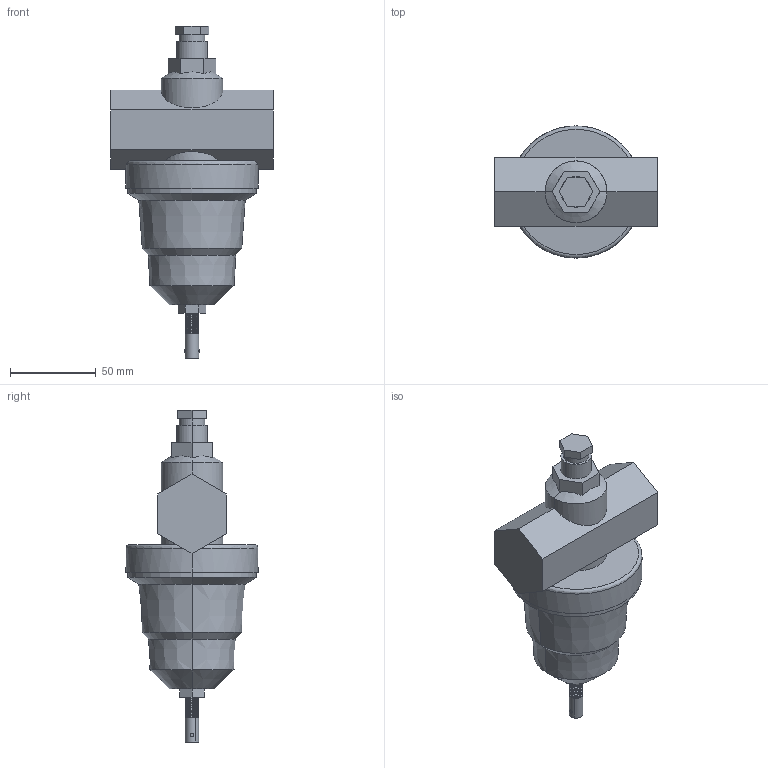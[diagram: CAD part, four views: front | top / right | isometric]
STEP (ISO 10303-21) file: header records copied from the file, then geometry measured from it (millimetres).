
FILE_DESCRIPTION(('no description'),'unknown implementation level');
FILE_NAME('Honeywell_D22-1A_3D.stp',' ',('pit-cup GmbH'),('ccLab - KiM Gmbh - www.kimweb.de'),'unknown preprocess','ACIS','unknown authorization');
FILE_SCHEMA(('automotive_design'));
Length unit declared in the file: millimetre
Products named in the file (1): 1
Bounding box: 95 x 77 x 193.5 mm (x, y, z)
Volume: 392618.4 mm3; surface area: 39072.7 mm2
Topology: 1 solids, 1 shells, 119 faces, 295 edges, 187 vertices
Faces by surface type: cone 60, plane 39, cylinder 18, torus 2
Entity records: 7154 total; most frequent: CARTESIAN_POINT 860, DIRECTION 650, STYLED_ITEM 602, PRESENTATION_STYLE_ASSIGNMENT 602, COLOUR_RGB 602, ORIENTED_EDGE 590, EDGE_CURVE 295, CURVE_STYLE 295
